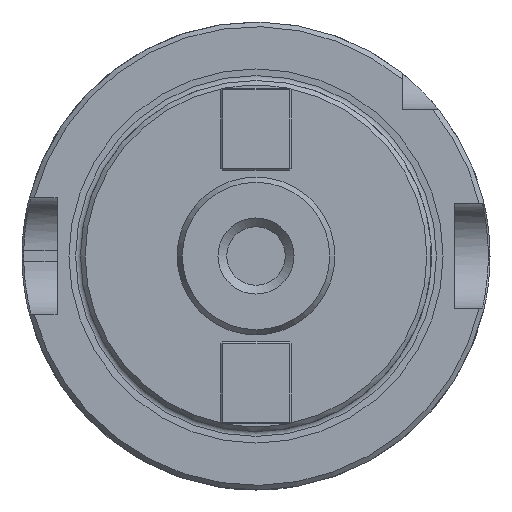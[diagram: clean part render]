
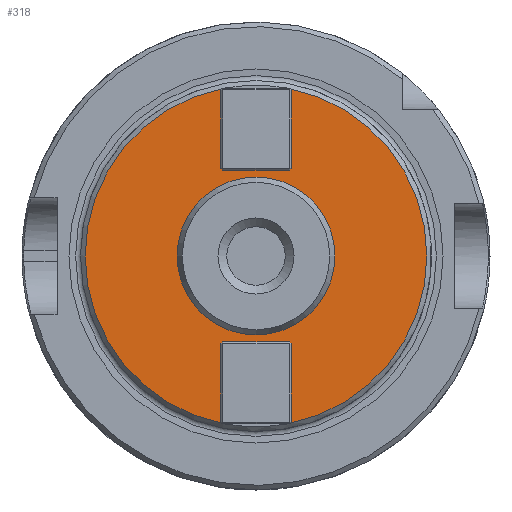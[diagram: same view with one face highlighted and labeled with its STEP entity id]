
A CAD part, left-side view. The second image highlights one B-rep face of the part: STEP entity #318.
In plain terms, the highlighted planar face has unit normal (-1, 0, 0).
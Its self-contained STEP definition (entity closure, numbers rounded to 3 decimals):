
#215=FACE_BOUND('',#633,.T.);
#216=FACE_BOUND('',#634,.T.);
#318=ADVANCED_FACE('',(#215,#216),#400,.F.);
#400=PLANE('',#2235);
#633=EDGE_LOOP('',(#1349));
#634=EDGE_LOOP('',(#1350,#1351,#1352,#1353,#1354,#1355,#1356,#1357,#1358,
#1359,#1360,#1361,#1362,#1363,#1364,#1365));
#754=LINE('',#3833,#888);
#755=LINE('',#3835,#889);
#756=LINE('',#3837,#890);
#757=LINE('',#3839,#891);
#758=LINE('',#3841,#892);
#759=LINE('',#3843,#893);
#760=LINE('',#3845,#894);
#761=LINE('',#3849,#895);
#762=LINE('',#3851,#896);
#763=LINE('',#3853,#897);
#764=LINE('',#3855,#898);
#765=LINE('',#3857,#899);
#766=LINE('',#3859,#900);
#767=LINE('',#3861,#901);
#888=VECTOR('',#2635,1.);
#889=VECTOR('',#2636,1.);
#890=VECTOR('',#2637,1.);
#891=VECTOR('',#2638,1.);
#892=VECTOR('',#2639,1.);
#893=VECTOR('',#2640,1.);
#894=VECTOR('',#2641,1.);
#895=VECTOR('',#2644,1.);
#896=VECTOR('',#2645,1.);
#897=VECTOR('',#2646,1.);
#898=VECTOR('',#2647,1.);
#899=VECTOR('',#2648,1.);
#900=VECTOR('',#2649,1.);
#901=VECTOR('',#2650,1.);
#1349=ORIENTED_EDGE('',*,*,#1925,.F.);
#1350=ORIENTED_EDGE('',*,*,#1926,.F.);
#1351=ORIENTED_EDGE('',*,*,#1927,.T.);
#1352=ORIENTED_EDGE('',*,*,#1928,.T.);
#1353=ORIENTED_EDGE('',*,*,#1929,.T.);
#1354=ORIENTED_EDGE('',*,*,#1930,.T.);
#1355=ORIENTED_EDGE('',*,*,#1931,.T.);
#1356=ORIENTED_EDGE('',*,*,#1932,.T.);
#1357=ORIENTED_EDGE('',*,*,#1933,.T.);
#1358=ORIENTED_EDGE('',*,*,#1934,.F.);
#1359=ORIENTED_EDGE('',*,*,#1935,.T.);
#1360=ORIENTED_EDGE('',*,*,#1936,.T.);
#1361=ORIENTED_EDGE('',*,*,#1937,.T.);
#1362=ORIENTED_EDGE('',*,*,#1938,.T.);
#1363=ORIENTED_EDGE('',*,*,#1939,.T.);
#1364=ORIENTED_EDGE('',*,*,#1940,.T.);
#1365=ORIENTED_EDGE('',*,*,#1941,.T.);
#1673=VERTEX_POINT('',#3829);
#1674=VERTEX_POINT('',#3831);
#1675=VERTEX_POINT('',#3832);
#1676=VERTEX_POINT('',#3834);
#1677=VERTEX_POINT('',#3836);
#1678=VERTEX_POINT('',#3838);
#1679=VERTEX_POINT('',#3840);
#1680=VERTEX_POINT('',#3842);
#1681=VERTEX_POINT('',#3844);
#1682=VERTEX_POINT('',#3846);
#1683=VERTEX_POINT('',#3848);
#1684=VERTEX_POINT('',#3850);
#1685=VERTEX_POINT('',#3852);
#1686=VERTEX_POINT('',#3854);
#1687=VERTEX_POINT('',#3856);
#1688=VERTEX_POINT('',#3858);
#1689=VERTEX_POINT('',#3860);
#1925=EDGE_CURVE('',#1673,#1673,#2073,.T.);
#1926=EDGE_CURVE('',#1674,#1675,#2074,.T.);
#1927=EDGE_CURVE('',#1674,#1676,#754,.T.);
#1928=EDGE_CURVE('',#1676,#1677,#755,.T.);
#1929=EDGE_CURVE('',#1677,#1678,#756,.T.);
#1930=EDGE_CURVE('',#1678,#1679,#757,.T.);
#1931=EDGE_CURVE('',#1679,#1680,#758,.T.);
#1932=EDGE_CURVE('',#1680,#1681,#759,.T.);
#1933=EDGE_CURVE('',#1681,#1682,#760,.T.);
#1934=EDGE_CURVE('',#1683,#1682,#2075,.T.);
#1935=EDGE_CURVE('',#1683,#1684,#761,.T.);
#1936=EDGE_CURVE('',#1684,#1685,#762,.T.);
#1937=EDGE_CURVE('',#1685,#1686,#763,.T.);
#1938=EDGE_CURVE('',#1686,#1687,#764,.T.);
#1939=EDGE_CURVE('',#1687,#1688,#765,.T.);
#1940=EDGE_CURVE('',#1688,#1689,#766,.T.);
#1941=EDGE_CURVE('',#1689,#1675,#767,.T.);
#2073=CIRCLE('',#2232,13.5);
#2074=CIRCLE('',#2233,29.2);
#2075=CIRCLE('',#2234,29.2);
#2232=AXIS2_PLACEMENT_3D('',#3828,#2631,#2632);
#2233=AXIS2_PLACEMENT_3D('',#3830,#2633,#2634);
#2234=AXIS2_PLACEMENT_3D('',#3847,#2642,#2643);
#2235=AXIS2_PLACEMENT_3D('',#3862,#2651,#2652);
#2631=DIRECTION('',(-1.,0.,0.));
#2632=DIRECTION('',(0.,0.,-1.));
#2633=DIRECTION('',(1.,0.,0.));
#2634=DIRECTION('',(0.,0.,1.));
#2635=DIRECTION('',(0.,0.707,0.707));
#2636=DIRECTION('',(0.,0.,1.));
#2637=DIRECTION('',(0.,-0.707,0.707));
#2638=DIRECTION('',(0.,-1.,0.));
#2639=DIRECTION('',(0.,-0.707,-0.707));
#2640=DIRECTION('',(0.,0.,-1.));
#2641=DIRECTION('',(0.,0.707,-0.707));
#2642=DIRECTION('',(1.,0.,0.));
#2643=DIRECTION('',(0.,0.,1.));
#2644=DIRECTION('',(0.,-0.707,-0.707));
#2645=DIRECTION('',(0.,0.,-1.));
#2646=DIRECTION('',(0.,0.707,-0.707));
#2647=DIRECTION('',(0.,1.,0.));
#2648=DIRECTION('',(0.,0.707,0.707));
#2649=DIRECTION('',(0.,0.,1.));
#2650=DIRECTION('',(0.,-0.707,0.707));
#2651=DIRECTION('',(1.,0.,0.));
#2652=DIRECTION('',(0.,0.,-1.));
#3828=CARTESIAN_POINT('',(21.5,0.,0.));
#3829=CARTESIAN_POINT('',(21.5,0.,-13.5));
#3830=CARTESIAN_POINT('',(21.5,0.,0.));
#3831=CARTESIAN_POINT('',(21.5,5.777,-28.623));
#3832=CARTESIAN_POINT('',(21.5,5.777,28.623));
#3833=CARTESIAN_POINT('',(21.5,31.8,-2.6));
#3834=CARTESIAN_POINT('',(21.5,6.,-28.4));
#3835=CARTESIAN_POINT('',(21.5,6.,29.2));
#3836=CARTESIAN_POINT('',(21.5,6.,-15.));
#3837=CARTESIAN_POINT('',(21.5,-19.1,10.1));
#3838=CARTESIAN_POINT('',(21.5,5.7,-14.7));
#3839=CARTESIAN_POINT('',(21.5,0.,-14.7));
#3840=CARTESIAN_POINT('',(21.5,-5.7,-14.7));
#3841=CARTESIAN_POINT('',(21.5,19.1,10.1));
#3842=CARTESIAN_POINT('',(21.5,-6.,-15.));
#3843=CARTESIAN_POINT('',(21.5,-6.,29.2));
#3844=CARTESIAN_POINT('',(21.5,-6.,-28.4));
#3845=CARTESIAN_POINT('',(21.5,-31.8,-2.6));
#3846=CARTESIAN_POINT('',(21.5,-5.777,-28.623));
#3847=CARTESIAN_POINT('',(21.5,0.,0.));
#3848=CARTESIAN_POINT('',(21.5,-5.777,28.623));
#3849=CARTESIAN_POINT('',(21.5,-2.6,31.8));
#3850=CARTESIAN_POINT('',(21.5,-6.,28.4));
#3851=CARTESIAN_POINT('',(21.5,-6.,29.2));
#3852=CARTESIAN_POINT('',(21.5,-6.,15.));
#3853=CARTESIAN_POINT('',(21.5,-10.1,19.1));
#3854=CARTESIAN_POINT('',(21.5,-5.7,14.7));
#3855=CARTESIAN_POINT('',(21.5,0.,14.7));
#3856=CARTESIAN_POINT('',(21.5,5.7,14.7));
#3857=CARTESIAN_POINT('',(21.5,10.1,19.1));
#3858=CARTESIAN_POINT('',(21.5,6.,15.));
#3859=CARTESIAN_POINT('',(21.5,6.,29.2));
#3860=CARTESIAN_POINT('',(21.5,6.,28.4));
#3861=CARTESIAN_POINT('',(21.5,2.6,31.8));
#3862=CARTESIAN_POINT('',(21.5,0.,29.2));
